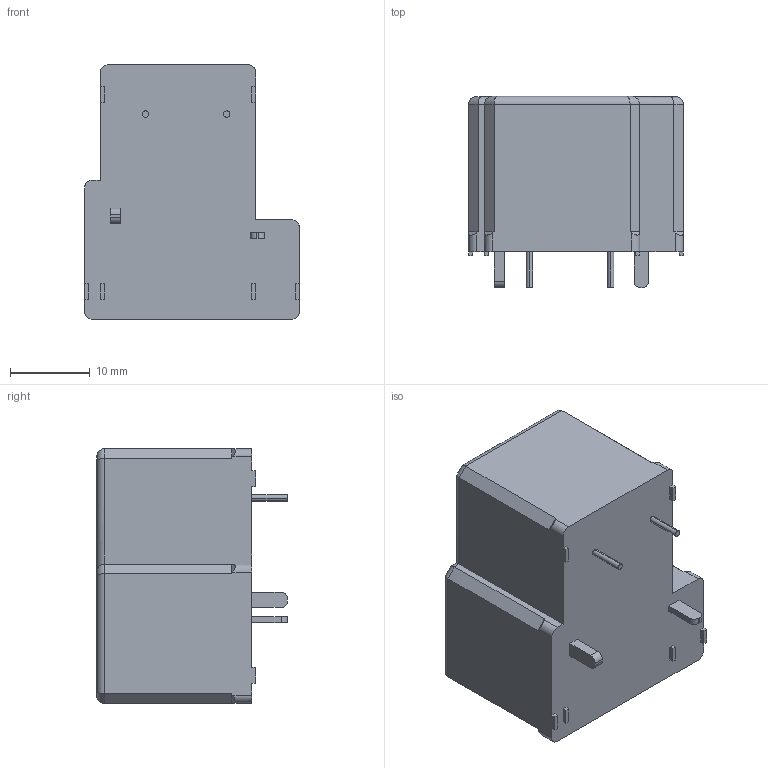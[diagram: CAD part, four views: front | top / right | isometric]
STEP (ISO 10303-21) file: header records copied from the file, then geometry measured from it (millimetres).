
FILE_DESCRIPTION (( 'STEP AP214' ), '1' );
FILE_NAME ('J115F1.STEP', '2024-07-05T09:03:00', ( '' ), ( '' ), 'SwSTEP 2.0', 'SolidWorks 2019', '' );
FILE_SCHEMA (( 'AUTOMOTIVE_DESIGN' ));
Length unit declared in the file: millimetre
Products named in the file (1): J115F1
Bounding box: 27 x 24 x 32 mm (x, y, z)
Volume: 14093.1 mm3; surface area: 3724.3 mm2
Topology: 5 solids, 5 shells, 100 faces, 247 edges, 160 vertices
Faces by surface type: plane 66, cylinder 34
Entity records: 3291 total; most frequent: CARTESIAN_POINT 568, ORIENTED_EDGE 494, DIRECTION 463, EDGE_CURVE 247, LINE 193, VECTOR 193, VERTEX_POINT 160, AXIS2_PLACEMENT_3D 135
